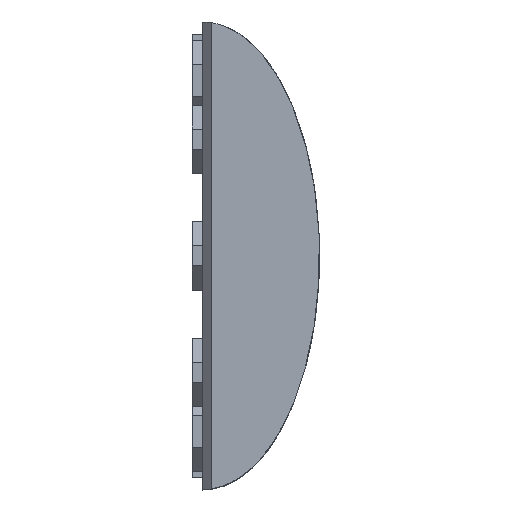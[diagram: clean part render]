
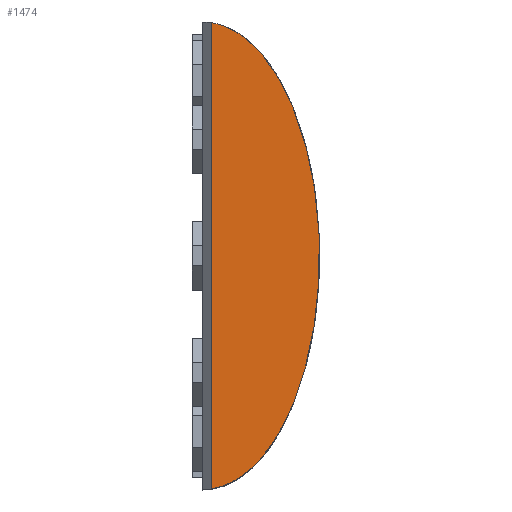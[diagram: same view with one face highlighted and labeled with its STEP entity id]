
A CAD part, top view. The second image highlights one B-rep face of the part: STEP entity #1474.
In plain terms, the highlighted planar face has unit normal (0, 0, 1).
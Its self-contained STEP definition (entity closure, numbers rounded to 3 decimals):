
#73=FACE_OUTER_BOUND('',#159,.T.);
#159=EDGE_LOOP('',(#998,#999));
#253=LINE('',#2055,#436);
#436=VECTOR('',#1672,10.);
#621=ELLIPSE('',#1570,40.,20.);
#624=VERTEX_POINT('',#2052);
#625=VERTEX_POINT('',#2054);
#767=EDGE_CURVE('',#624,#625,#253,.T.);
#770=EDGE_CURVE('',#624,#625,#621,.T.);
#998=ORIENTED_EDGE('',*,*,#767,.F.);
#999=ORIENTED_EDGE('',*,*,#770,.T.);
#1403=PLANE('',#1572);
#1474=ADVANCED_FACE('',(#73),#1403,.T.);
#1570=AXIS2_PLACEMENT_3D('',#2069,#1676,#1677);
#1572=AXIS2_PLACEMENT_3D('',#2265,#1682,#1683);
#1672=DIRECTION('',(0.,1.,0.));
#1676=DIRECTION('center_axis',(0.,0.,1.));
#1677=DIRECTION('ref_axis',(0.,-1.,0.));
#1682=DIRECTION('center_axis',(0.,0.,1.));
#1683=DIRECTION('ref_axis',(1.,0.,0.));
#2052=CARTESIAN_POINT('',(1.5,-39.887,45.));
#2054=CARTESIAN_POINT('',(1.5,39.887,45.));
#2055=CARTESIAN_POINT('',(1.5,20.,45.));
#2069=CARTESIAN_POINT('Origin',(0.,0.,45.));
#2265=CARTESIAN_POINT('Origin',(10.,0.,45.));
